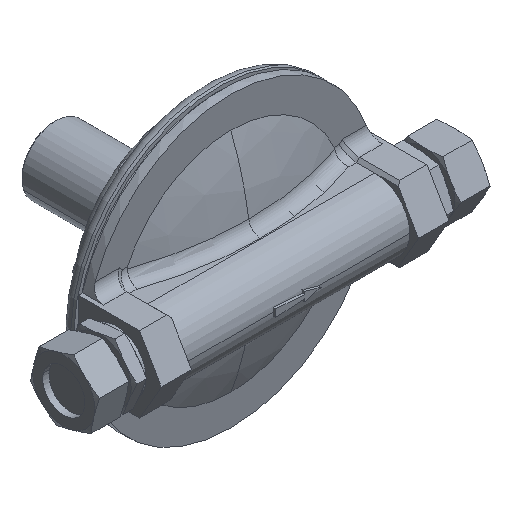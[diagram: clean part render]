
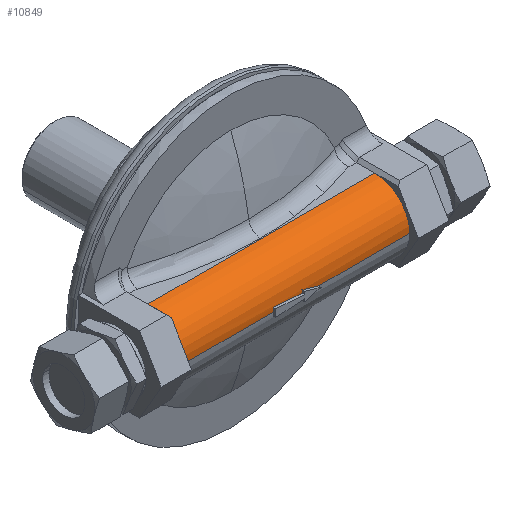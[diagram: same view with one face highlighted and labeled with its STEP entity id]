
A CAD part, isometric view. The second image highlights one B-rep face of the part: STEP entity #10849.
In plain terms, the highlighted cylindrical face has radius 23 mm (diameter 46 mm), a partial arc.
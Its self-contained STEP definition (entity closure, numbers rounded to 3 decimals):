
#173 = EDGE_CURVE ( 'NONE', #4422, #2435, #1989, .T. ) ;
#635 = CARTESIAN_POINT ( 'NONE',  ( -0.166, -41.132, 0. ) ) ;
#842 = ORIENTED_EDGE ( 'NONE', *, *, #3793, .T. ) ;
#1062 = CYLINDRICAL_SURFACE ( 'NONE', #1490, 23. ) ;
#1194 = ORIENTED_EDGE ( 'NONE', *, *, #3535, .T. ) ;
#1490 = AXIS2_PLACEMENT_3D ( 'NONE', #10401, #1790, #4029 ) ;
#1621 = CARTESIAN_POINT ( 'NONE',  ( -75.166, -18.132, 0. ) ) ;
#1765 = VERTEX_POINT ( 'NONE', #6460 ) ;
#1790 = DIRECTION ( 'NONE',  ( 1., 0., 0. ) ) ;
#1886 = CIRCLE ( 'NONE', #4739, 23. ) ;
#1989 = LINE ( 'NONE', #7035, #7401 ) ;
#2178 = ORIENTED_EDGE ( 'NONE', *, *, #6849, .T. ) ;
#2231 = EDGE_CURVE ( 'NONE', #5884, #6412, #8809, .T. ) ;
#2419 = ORIENTED_EDGE ( 'NONE', *, *, #12721, .T. ) ;
#2435 = VERTEX_POINT ( 'NONE', #5780 ) ;
#2673 = EDGE_CURVE ( 'NONE', #6412, #2435, #1886, .T. ) ;
#2701 = DIRECTION ( 'NONE',  ( 0., 1., 0. ) ) ;
#2824 = LINE ( 'NONE', #11013, #4036 ) ;
#2900 = CARTESIAN_POINT ( 'NONE',  ( -2.513, -41.078, 1.634 ) ) ;
#3535 = EDGE_CURVE ( 'NONE', #1765, #12638, #2824, .T. ) ;
#3793 = EDGE_CURVE ( 'NONE', #5174, #9048, #5808, .T. ) ;
#3822 = CARTESIAN_POINT ( 'NONE',  ( -15.166, -40.996, 2.5 ) ) ;
#3827 = CARTESIAN_POINT ( 'NONE',  ( 74.834, -18.132, 0. ) ) ;
#3966 = DIRECTION ( 'NONE',  ( -1., 0., 0. ) ) ;
#4029 = DIRECTION ( 'NONE',  ( 0., -1., 0. ) ) ;
#4036 = VECTOR ( 'NONE', #5621, 1000. ) ;
#4422 = VERTEX_POINT ( 'NONE', #10345 ) ;
#4512 = EDGE_CURVE ( 'NONE', #9048, #11146, #6140, .T. ) ;
#4739 = AXIS2_PLACEMENT_3D ( 'NONE', #3827, #11343, #4901 ) ;
#4790 = CARTESIAN_POINT ( 'NONE',  ( 14.834, -41.132, 0. ) ) ;
#4901 = DIRECTION ( 'NONE',  ( 0., 1., 0. ) ) ;
#5164 = CARTESIAN_POINT ( 'NONE',  ( 3.834, -18.132, 0. ) ) ;
#5174 = VERTEX_POINT ( 'NONE', #3822 ) ;
#5358 = AXIS2_PLACEMENT_3D ( 'NONE', #5164, #12706, #6253 ) ;
#5621 = DIRECTION ( 'NONE',  ( 1., 0., 0. ) ) ;
#5654 = DIRECTION ( 'NONE',  ( 1., 0., 0. ) ) ;
#5689 = CIRCLE ( 'NONE', #8705, 23. ) ;
#5756 = CARTESIAN_POINT ( 'NONE',  ( 14.834, -41.132, 0. ) ) ;
#5780 = CARTESIAN_POINT ( 'NONE',  ( 74.834, -18.132, 23. ) ) ;
#5797 = CARTESIAN_POINT ( 'NONE',  ( 3.834, -40.936, 3. ) ) ;
#5808 =( BOUNDED_CURVE ( )  B_SPLINE_CURVE ( 3, ( #11536, #10447, #2900, #12620 ),
 .UNSPECIFIED., .F., .F. ) 
 B_SPLINE_CURVE_WITH_KNOTS ( ( 4, 4 ),
 ( 4.603, 4.66 ),
 .UNSPECIFIED. ) 
 CURVE ( )  GEOMETRIC_REPRESENTATION_ITEM ( )  RATIONAL_B_SPLINE_CURVE ( ( 1., 1., 1., 1. ) ) 
 REPRESENTATION_ITEM ( '' )  );
#5884 = VERTEX_POINT ( 'NONE', #5756 ) ;
#5928 = VECTOR ( 'NONE', #13550, 1000. ) ;
#6140 = CIRCLE ( 'NONE', #5358, 23. ) ;
#6253 = DIRECTION ( 'NONE',  ( 0., -1., 0. ) ) ;
#6412 = VERTEX_POINT ( 'NONE', #9685 ) ;
#6460 = CARTESIAN_POINT ( 'NONE',  ( -75.166, -41.132, 0. ) ) ;
#6849 = EDGE_CURVE ( 'NONE', #12638, #5174, #10357, .T. ) ;
#6913 = CARTESIAN_POINT ( 'NONE',  ( 7.482, -41.067, 2.005 ) ) ;
#7035 = CARTESIAN_POINT ( 'NONE',  ( -0.166, -18.132, 23. ) ) ;
#7401 = VECTOR ( 'NONE', #5654, 1000. ) ;
#8705 = AXIS2_PLACEMENT_3D ( 'NONE', #1621, #9166, #2701 ) ;
#8809 = LINE ( 'NONE', #635, #5928 ) ;
#9048 = VERTEX_POINT ( 'NONE', #13063 ) ;
#9166 = DIRECTION ( 'NONE',  ( -1., 0., 0. ) ) ;
#9685 = CARTESIAN_POINT ( 'NONE',  ( 74.834, -41.132, 0. ) ) ;
#9731 = ORIENTED_EDGE ( 'NONE', *, *, #2231, .T. ) ;
#9887 = EDGE_LOOP ( 'NONE', ( #12938, #1194, #2178, #842, #12739, #2419, #9731, #9951, #12954 ) ) ;
#9951 = ORIENTED_EDGE ( 'NONE', *, *, #2673, .T. ) ;
#10057 =( BOUNDED_CURVE ( )  B_SPLINE_CURVE ( 3, ( #5797, #6913, #11237, #4790 ),
 .UNSPECIFIED., .F., .T. ) 
 B_SPLINE_CURVE_WITH_KNOTS ( ( 4, 4 ),
 ( 4.582, 4.712 ),
 .UNSPECIFIED. ) 
 CURVE ( )  GEOMETRIC_REPRESENTATION_ITEM ( )  RATIONAL_B_SPLINE_CURVE ( ( 1., 0.999, 0.999, 1. ) ) 
 REPRESENTATION_ITEM ( '' )  );
#10345 = CARTESIAN_POINT ( 'NONE',  ( -75.166, -18.132, 23. ) ) ;
#10357 = CIRCLE ( 'NONE', #10945, 23. ) ;
#10384 = CARTESIAN_POINT ( 'NONE',  ( -15.166, -18.132, 0. ) ) ;
#10401 = CARTESIAN_POINT ( 'NONE',  ( -0.166, -18.132, 0. ) ) ;
#10447 = CARTESIAN_POINT ( 'NONE',  ( -8.848, -41.043, 2.068 ) ) ;
#10849 = ADVANCED_FACE ( 'NONE', ( #13653 ), #1062, .T. ) ;
#10945 = AXIS2_PLACEMENT_3D ( 'NONE', #10384, #3966, #11492 ) ;
#11005 = CARTESIAN_POINT ( 'NONE',  ( -15.166, -41.132, 0. ) ) ;
#11013 = CARTESIAN_POINT ( 'NONE',  ( -0.166, -41.132, 0. ) ) ;
#11020 = CARTESIAN_POINT ( 'NONE',  ( 3.834, -40.936, 3. ) ) ;
#11146 = VERTEX_POINT ( 'NONE', #11020 ) ;
#11237 = CARTESIAN_POINT ( 'NONE',  ( 11.154, -41.132, 1.004 ) ) ;
#11343 = DIRECTION ( 'NONE',  ( -1., 0., 0. ) ) ;
#11492 = DIRECTION ( 'NONE',  ( 0., -1., 0. ) ) ;
#11536 = CARTESIAN_POINT ( 'NONE',  ( -15.166, -40.996, 2.5 ) ) ;
#12620 = CARTESIAN_POINT ( 'NONE',  ( 3.834, -41.101, 1.2 ) ) ;
#12638 = VERTEX_POINT ( 'NONE', #11005 ) ;
#12706 = DIRECTION ( 'NONE',  ( -1., 0., 0. ) ) ;
#12721 = EDGE_CURVE ( 'NONE', #11146, #5884, #10057, .T. ) ;
#12731 = EDGE_CURVE ( 'NONE', #1765, #4422, #5689, .T. ) ;
#12739 = ORIENTED_EDGE ( 'NONE', *, *, #4512, .T. ) ;
#12938 = ORIENTED_EDGE ( 'NONE', *, *, #12731, .F. ) ;
#12954 = ORIENTED_EDGE ( 'NONE', *, *, #173, .F. ) ;
#13063 = CARTESIAN_POINT ( 'NONE',  ( 3.834, -41.101, 1.2 ) ) ;
#13550 = DIRECTION ( 'NONE',  ( 1., 0., 0. ) ) ;
#13653 = FACE_OUTER_BOUND ( 'NONE', #9887, .T. ) ;
